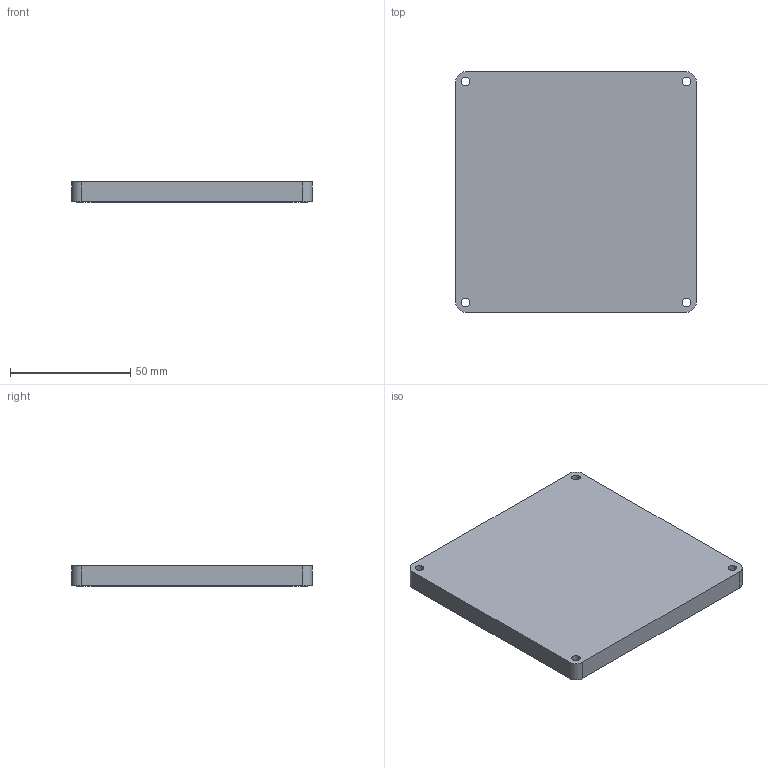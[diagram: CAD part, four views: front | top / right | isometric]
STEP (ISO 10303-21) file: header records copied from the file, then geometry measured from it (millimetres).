
FILE_DESCRIPTION (( 'STEP AP214' ), '1' );
FILE_NAME ('0313410k.STEP', '2019-06-17T11:47:31', ( '' ), ( '' ), 'SwSTEP 2.0', 'SolidWorks 2017', '' );
FILE_SCHEMA (( 'AUTOMOTIVE_DESIGN' ));
Length unit declared in the file: millimetre
Products named in the file (1): 0313410k
Bounding box: 100 x 100 x 8.5 mm (x, y, z)
Volume: 84134.6 mm3; surface area: 23699.6 mm2
Topology: 1 solids, 1 shells, 47 faces, 120 edges, 80 vertices
Faces by surface type: cylinder 24, plane 23
Entity records: 1492 total; most frequent: DIRECTION 264, CARTESIAN_POINT 248, ORIENTED_EDGE 240, EDGE_CURVE 120, AXIS2_PLACEMENT_3D 96, VERTEX_POINT 80, LINE 72, VECTOR 72
